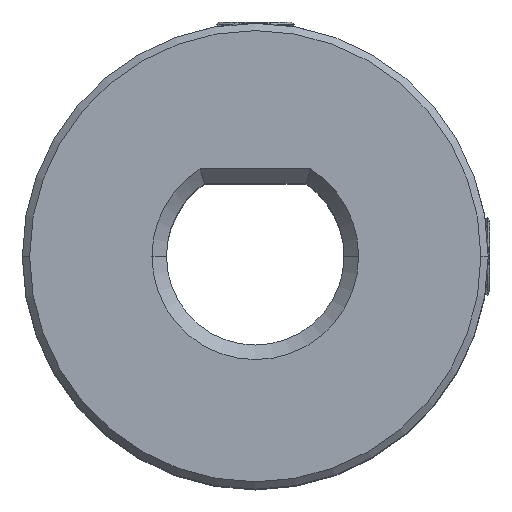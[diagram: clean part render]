
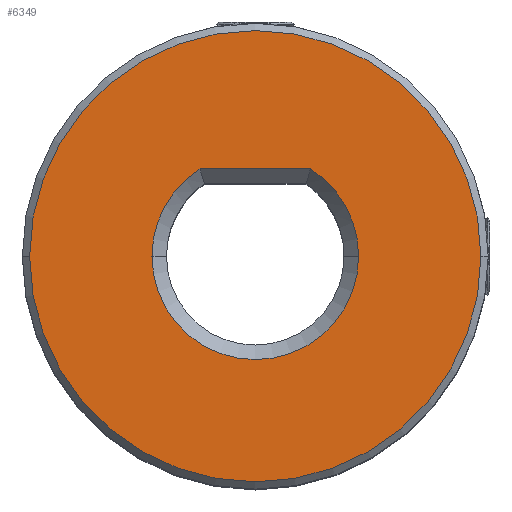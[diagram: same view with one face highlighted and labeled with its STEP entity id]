
A CAD part, top view. The second image highlights one B-rep face of the part: STEP entity #6349.
In plain terms, the highlighted planar face has unit normal (0, 0, 1).
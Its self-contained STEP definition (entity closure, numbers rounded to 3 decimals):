
#133 = EDGE_CURVE ( 'NONE', #1900, #3807, #4196, .T. ) ;
#163 = CIRCLE ( 'NONE', #4058, 3.55 ) ;
#324 = CIRCLE ( 'NONE', #6249, 7.75 ) ;
#353 = DIRECTION ( 'NONE',  ( 1., 0., 0. ) ) ;
#838 = CARTESIAN_POINT ( 'NONE',  ( 0., 0., 16. ) ) ;
#852 = CARTESIAN_POINT ( 'NONE',  ( 1.898, 3., 16. ) ) ;
#1261 = CIRCLE ( 'NONE', #5167, 3.55 ) ;
#1441 = DIRECTION ( 'NONE',  ( 0., 0., -1. ) ) ;
#1466 = VERTEX_POINT ( 'NONE', #6095 ) ;
#1504 = FACE_BOUND ( 'NONE', #4966, .T. ) ;
#1545 = DIRECTION ( 'NONE',  ( 1., 0., 0. ) ) ;
#1794 = CARTESIAN_POINT ( 'NONE',  ( 0., 0., 16. ) ) ;
#1900 = VERTEX_POINT ( 'NONE', #2304 ) ;
#1930 = VECTOR ( 'NONE', #4759, 1000. ) ;
#1954 = EDGE_LOOP ( 'NONE', ( #5939, #3757 ) ) ;
#2072 = CIRCLE ( 'NONE', #3754, 3.55 ) ;
#2110 = AXIS2_PLACEMENT_3D ( 'NONE', #2463, #3942, #2945 ) ;
#2304 = CARTESIAN_POINT ( 'NONE',  ( -1.898, 3., 16. ) ) ;
#2445 = CIRCLE ( 'NONE', #2110, 7.75 ) ;
#2463 = CARTESIAN_POINT ( 'NONE',  ( 0., 0., 16. ) ) ;
#2472 = VERTEX_POINT ( 'NONE', #5999 ) ;
#2591 = CARTESIAN_POINT ( 'NONE',  ( 0., 0., 16. ) ) ;
#2593 = PLANE ( 'NONE',  #6501 ) ;
#2621 = CARTESIAN_POINT ( 'NONE',  ( 1.747, 3., 16. ) ) ;
#2884 = EDGE_CURVE ( 'NONE', #3807, #4211, #163, .T. ) ;
#2945 = DIRECTION ( 'NONE',  ( 1., 0., 0. ) ) ;
#3118 = FACE_OUTER_BOUND ( 'NONE', #1954, .T. ) ;
#3535 = CARTESIAN_POINT ( 'NONE',  ( 0., 0., 16. ) ) ;
#3705 = CARTESIAN_POINT ( 'NONE',  ( 7.75, 0., 16. ) ) ;
#3754 = AXIS2_PLACEMENT_3D ( 'NONE', #2591, #1441, #5745 ) ;
#3757 = ORIENTED_EDGE ( 'NONE', *, *, #5739, .T. ) ;
#3807 = VERTEX_POINT ( 'NONE', #852 ) ;
#3942 = DIRECTION ( 'NONE',  ( 0., 0., 1. ) ) ;
#4058 = AXIS2_PLACEMENT_3D ( 'NONE', #1794, #4393, #4977 ) ;
#4069 = CARTESIAN_POINT ( 'NONE',  ( 3.55, 0., 16. ) ) ;
#4178 = EDGE_CURVE ( 'NONE', #4211, #1466, #2072, .T. ) ;
#4196 = LINE ( 'NONE', #2621, #1930 ) ;
#4211 = VERTEX_POINT ( 'NONE', #4069 ) ;
#4393 = DIRECTION ( 'NONE',  ( 0., 0., -1. ) ) ;
#4652 = ORIENTED_EDGE ( 'NONE', *, *, #4178, .T. ) ;
#4736 = CARTESIAN_POINT ( 'NONE',  ( 0., 0., 16. ) ) ;
#4759 = DIRECTION ( 'NONE',  ( 1., 0., 0. ) ) ;
#4966 = EDGE_LOOP ( 'NONE', ( #6446, #6661, #4652, #5859 ) ) ;
#4977 = DIRECTION ( 'NONE',  ( 1., 0., 0. ) ) ;
#5078 = DIRECTION ( 'NONE',  ( 1., 0., 0. ) ) ;
#5167 = AXIS2_PLACEMENT_3D ( 'NONE', #3535, #5677, #353 ) ;
#5284 = EDGE_CURVE ( 'NONE', #2472, #6015, #2445, .T. ) ;
#5677 = DIRECTION ( 'NONE',  ( 0., 0., -1. ) ) ;
#5739 = EDGE_CURVE ( 'NONE', #6015, #2472, #324, .T. ) ;
#5745 = DIRECTION ( 'NONE',  ( 1., 0., 0. ) ) ;
#5859 = ORIENTED_EDGE ( 'NONE', *, *, #6652, .T. ) ;
#5939 = ORIENTED_EDGE ( 'NONE', *, *, #5284, .T. ) ;
#5999 = CARTESIAN_POINT ( 'NONE',  ( -7.75, 0., 16. ) ) ;
#6015 = VERTEX_POINT ( 'NONE', #3705 ) ;
#6095 = CARTESIAN_POINT ( 'NONE',  ( -3.55, 0., 16. ) ) ;
#6249 = AXIS2_PLACEMENT_3D ( 'NONE', #838, #6670, #5078 ) ;
#6349 = ADVANCED_FACE ( 'NONE', ( #1504, #3118 ), #2593, .T. ) ;
#6446 = ORIENTED_EDGE ( 'NONE', *, *, #133, .T. ) ;
#6501 = AXIS2_PLACEMENT_3D ( 'NONE', #4736, #6884, #1545 ) ;
#6652 = EDGE_CURVE ( 'NONE', #1466, #1900, #1261, .T. ) ;
#6661 = ORIENTED_EDGE ( 'NONE', *, *, #2884, .T. ) ;
#6670 = DIRECTION ( 'NONE',  ( 0., 0., 1. ) ) ;
#6884 = DIRECTION ( 'NONE',  ( 0., 0., 1. ) ) ;
